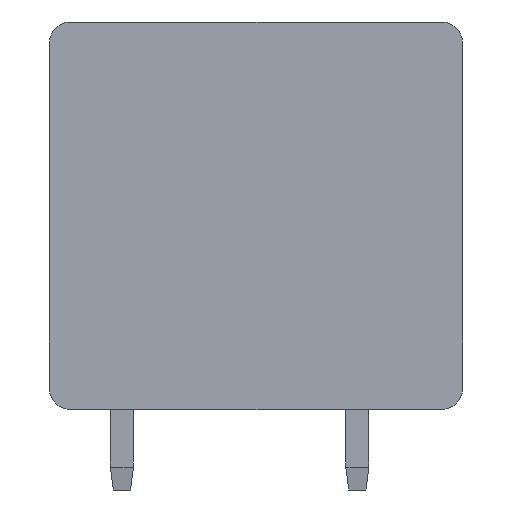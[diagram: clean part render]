
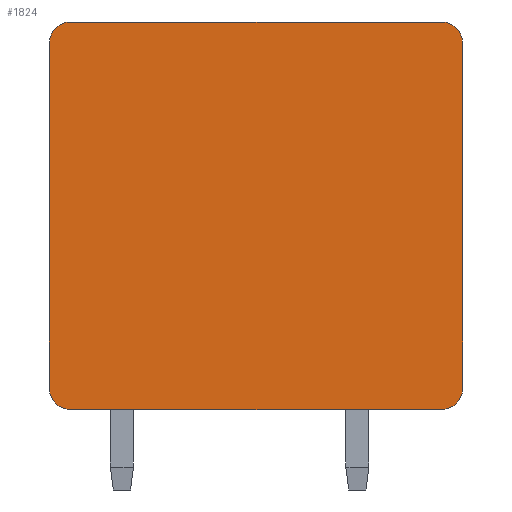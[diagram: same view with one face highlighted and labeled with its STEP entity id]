
A CAD part, front view. The second image highlights one B-rep face of the part: STEP entity #1824.
In plain terms, the highlighted planar face has unit normal (0, -1, 0).
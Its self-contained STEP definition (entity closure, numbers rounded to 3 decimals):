
#104 = CIRCLE ( 'NONE', #536, 0.75 ) ;
#107 = AXIS2_PLACEMENT_3D ( 'NONE', #622, #2584, #339 ) ;
#137 = CARTESIAN_POINT ( 'NONE',  ( 0., -0.7, 12.75 ) ) ;
#182 = CARTESIAN_POINT ( 'NONE',  ( 13.65, -0.7, 12.75 ) ) ;
#190 = EDGE_CURVE ( 'NONE', #2648, #2129, #2440, .T. ) ;
#249 = CARTESIAN_POINT ( 'NONE',  ( 0.75, -0.7, 13.5 ) ) ;
#323 = AXIS2_PLACEMENT_3D ( 'NONE', #3025, #3009, #2508 ) ;
#330 = CARTESIAN_POINT ( 'NONE',  ( 13.65, -0.7, 0. ) ) ;
#339 = DIRECTION ( 'NONE',  ( 0., 0., -1. ) ) ;
#445 = ORIENTED_EDGE ( 'NONE', *, *, #1094, .F. ) ;
#455 = CARTESIAN_POINT ( 'NONE',  ( 14.4, -0.7, 12.75 ) ) ;
#526 = VECTOR ( 'NONE', #1458, 1000. ) ;
#536 = AXIS2_PLACEMENT_3D ( 'NONE', #182, #1907, #2948 ) ;
#569 = DIRECTION ( 'NONE',  ( 0., 1., 0. ) ) ;
#622 = CARTESIAN_POINT ( 'NONE',  ( 13.65, -0.7, 12.75 ) ) ;
#639 = LINE ( 'NONE', #137, #1425 ) ;
#748 = CARTESIAN_POINT ( 'NONE',  ( 0.75, -0.7, 0. ) ) ;
#756 = EDGE_CURVE ( 'NONE', #2129, #1236, #2897, .T. ) ;
#916 = ORIENTED_EDGE ( 'NONE', *, *, #2319, .F. ) ;
#984 = CARTESIAN_POINT ( 'NONE',  ( 13.65, -0.7, 13.5 ) ) ;
#1006 = LINE ( 'NONE', #1386, #1909 ) ;
#1010 = CIRCLE ( 'NONE', #1832, 0.75 ) ;
#1045 = VERTEX_POINT ( 'NONE', #984 ) ;
#1048 = CARTESIAN_POINT ( 'NONE',  ( 13.65, -0.7, 0.75 ) ) ;
#1072 = LINE ( 'NONE', #748, #1974 ) ;
#1078 = DIRECTION ( 'NONE',  ( 0., 0., 1. ) ) ;
#1094 = EDGE_CURVE ( 'NONE', #1236, #1512, #1072, .T. ) ;
#1173 = CARTESIAN_POINT ( 'NONE',  ( 14.4, -0.7, 12.75 ) ) ;
#1236 = VERTEX_POINT ( 'NONE', #330 ) ;
#1307 = DIRECTION ( 'NONE',  ( -1., 0., 0. ) ) ;
#1342 = ORIENTED_EDGE ( 'NONE', *, *, #1811, .F. ) ;
#1386 = CARTESIAN_POINT ( 'NONE',  ( 0.75, -0.7, 13.5 ) ) ;
#1425 = VECTOR ( 'NONE', #1629, 1000. ) ;
#1432 = EDGE_LOOP ( 'NONE', ( #1699, #1983, #916, #1342, #2965, #445, #2832, #1619 ) ) ;
#1458 = DIRECTION ( 'NONE',  ( 0., 0., -1. ) ) ;
#1512 = VERTEX_POINT ( 'NONE', #1620 ) ;
#1518 = DIRECTION ( 'NONE',  ( 0., 1., 0. ) ) ;
#1534 = CIRCLE ( 'NONE', #323, 0.75 ) ;
#1559 = EDGE_CURVE ( 'NONE', #2714, #1045, #1006, .T. ) ;
#1583 = CARTESIAN_POINT ( 'NONE',  ( 14.4, -0.7, 0.75 ) ) ;
#1588 = FACE_OUTER_BOUND ( 'NONE', #1432, .T. ) ;
#1619 = ORIENTED_EDGE ( 'NONE', *, *, #190, .F. ) ;
#1620 = CARTESIAN_POINT ( 'NONE',  ( 0.75, -0.7, 0. ) ) ;
#1629 = DIRECTION ( 'NONE',  ( 0., 0., 1. ) ) ;
#1699 = ORIENTED_EDGE ( 'NONE', *, *, #2623, .F. ) ;
#1789 = CARTESIAN_POINT ( 'NONE',  ( 0., -0.7, 12.75 ) ) ;
#1811 = EDGE_CURVE ( 'NONE', #2660, #2449, #639, .T. ) ;
#1824 = ADVANCED_FACE ( 'NONE', ( #1588 ), #2842, .T. ) ;
#1832 = AXIS2_PLACEMENT_3D ( 'NONE', #2900, #1518, #2486 ) ;
#1907 = DIRECTION ( 'NONE',  ( 0., 1., 0. ) ) ;
#1909 = VECTOR ( 'NONE', #2332, 1000. ) ;
#1974 = VECTOR ( 'NONE', #1307, 1000. ) ;
#1983 = ORIENTED_EDGE ( 'NONE', *, *, #1559, .F. ) ;
#2017 = EDGE_CURVE ( 'NONE', #1512, #2660, #1534, .T. ) ;
#2129 = VERTEX_POINT ( 'NONE', #1583 ) ;
#2319 = EDGE_CURVE ( 'NONE', #2449, #2714, #1010, .T. ) ;
#2332 = DIRECTION ( 'NONE',  ( 1., 0., 0. ) ) ;
#2440 = LINE ( 'NONE', #455, #526 ) ;
#2449 = VERTEX_POINT ( 'NONE', #1789 ) ;
#2486 = DIRECTION ( 'NONE',  ( 0., 0., 1. ) ) ;
#2508 = DIRECTION ( 'NONE',  ( 0., 0., -1. ) ) ;
#2584 = DIRECTION ( 'NONE',  ( 0., -1., 0. ) ) ;
#2623 = EDGE_CURVE ( 'NONE', #1045, #2648, #104, .T. ) ;
#2637 = CARTESIAN_POINT ( 'NONE',  ( 0., -0.7, 0.75 ) ) ;
#2648 = VERTEX_POINT ( 'NONE', #1173 ) ;
#2660 = VERTEX_POINT ( 'NONE', #2637 ) ;
#2714 = VERTEX_POINT ( 'NONE', #249 ) ;
#2832 = ORIENTED_EDGE ( 'NONE', *, *, #756, .F. ) ;
#2842 = PLANE ( 'NONE',  #107 ) ;
#2897 = CIRCLE ( 'NONE', #3116, 0.75 ) ;
#2900 = CARTESIAN_POINT ( 'NONE',  ( 0.75, -0.7, 12.75 ) ) ;
#2948 = DIRECTION ( 'NONE',  ( 0., 0., -1. ) ) ;
#2965 = ORIENTED_EDGE ( 'NONE', *, *, #2017, .F. ) ;
#3009 = DIRECTION ( 'NONE',  ( 0., 1., 0. ) ) ;
#3025 = CARTESIAN_POINT ( 'NONE',  ( 0.75, -0.7, 0.75 ) ) ;
#3116 = AXIS2_PLACEMENT_3D ( 'NONE', #1048, #569, #1078 ) ;
